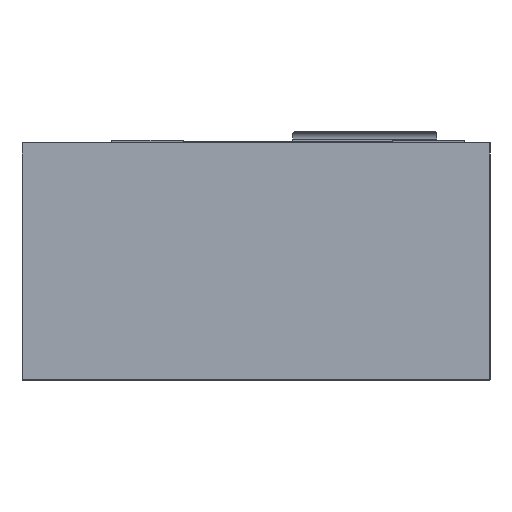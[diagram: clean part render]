
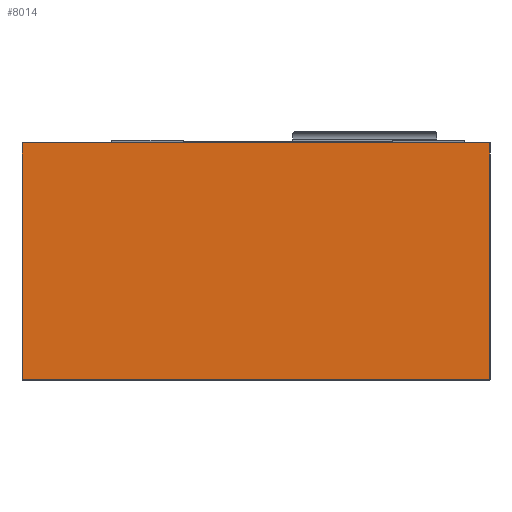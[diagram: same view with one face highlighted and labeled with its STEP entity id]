
A CAD part, left-side view. The second image highlights one B-rep face of the part: STEP entity #8014.
In plain terms, the highlighted planar face has unit normal (-1, 0, 0).
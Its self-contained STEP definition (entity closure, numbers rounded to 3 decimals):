
#268 = CARTESIAN_POINT ( 'NONE',  ( -990., 1., -1. ) ) ;
#296 = LINE ( 'NONE', #3009, #4172 ) ;
#362 = VERTEX_POINT ( 'NONE', #268 ) ;
#816 = DIRECTION ( 'NONE',  ( 0., 0., -1. ) ) ;
#879 = FACE_OUTER_BOUND ( 'NONE', #6497, .T. ) ;
#933 = EDGE_CURVE ( 'NONE', #3848, #4220, #296, .T. ) ;
#942 = VECTOR ( 'NONE', #7117, 1000. ) ;
#1665 = CARTESIAN_POINT ( 'NONE',  ( -990., 1., 0. ) ) ;
#2563 = ORIENTED_EDGE ( 'NONE', *, *, #7313, .T. ) ;
#3009 = CARTESIAN_POINT ( 'NONE',  ( -990., 1300., -659. ) ) ;
#3290 = CARTESIAN_POINT ( 'NONE',  ( -990., 1299., -1. ) ) ;
#3597 = CARTESIAN_POINT ( 'NONE',  ( -990., 1300., -100. ) ) ;
#3848 = VERTEX_POINT ( 'NONE', #4215 ) ;
#4131 = ORIENTED_EDGE ( 'NONE', *, *, #5321, .T. ) ;
#4172 = VECTOR ( 'NONE', #5776, 1000. ) ;
#4215 = CARTESIAN_POINT ( 'NONE',  ( -990., 1299., -659. ) ) ;
#4220 = VERTEX_POINT ( 'NONE', #8109 ) ;
#4280 = DIRECTION ( 'NONE',  ( 1., 0., 0. ) ) ;
#4404 = DIRECTION ( 'NONE',  ( 0., 0., 1. ) ) ;
#4428 = VERTEX_POINT ( 'NONE', #3290 ) ;
#4731 = VECTOR ( 'NONE', #4404, 1000. ) ;
#4932 = ORIENTED_EDGE ( 'NONE', *, *, #933, .T. ) ;
#4953 = LINE ( 'NONE', #8436, #5571 ) ;
#4968 = LINE ( 'NONE', #1665, #4731 ) ;
#5031 = LINE ( 'NONE', #7806, #942 ) ;
#5321 = EDGE_CURVE ( 'NONE', #362, #4428, #5031, .T. ) ;
#5571 = VECTOR ( 'NONE', #816, 1000. ) ;
#5708 = DIRECTION ( 'NONE',  ( 0., 0., -1. ) ) ;
#5776 = DIRECTION ( 'NONE',  ( 0., -1., 0. ) ) ;
#6497 = EDGE_LOOP ( 'NONE', ( #8022, #4131, #2563, #4932 ) ) ;
#6556 = PLANE ( 'NONE',  #8477 ) ;
#7117 = DIRECTION ( 'NONE',  ( 0., 1., 0. ) ) ;
#7313 = EDGE_CURVE ( 'NONE', #4428, #3848, #4953, .T. ) ;
#7806 = CARTESIAN_POINT ( 'NONE',  ( -990., 1300., -1. ) ) ;
#8014 = ADVANCED_FACE ( 'Fl�che5', ( #879 ), #6556, .F. ) ;
#8022 = ORIENTED_EDGE ( 'NONE', *, *, #8361, .T. ) ;
#8109 = CARTESIAN_POINT ( 'NONE',  ( -990., 1., -659. ) ) ;
#8361 = EDGE_CURVE ( 'NONE', #4220, #362, #4968, .T. ) ;
#8436 = CARTESIAN_POINT ( 'NONE',  ( -990., 1299., -100. ) ) ;
#8477 = AXIS2_PLACEMENT_3D ( 'NONE', #3597, #4280, #5708 ) ;
